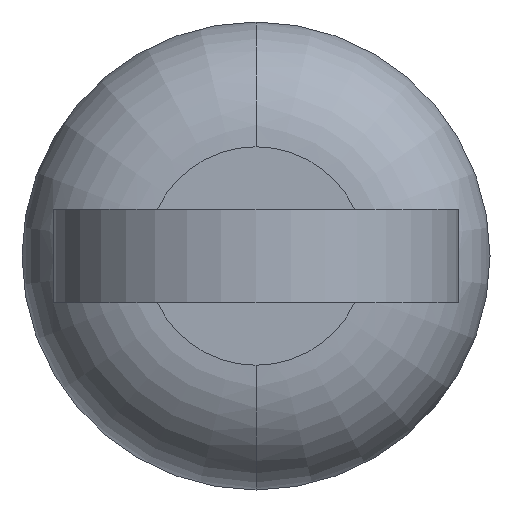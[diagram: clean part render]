
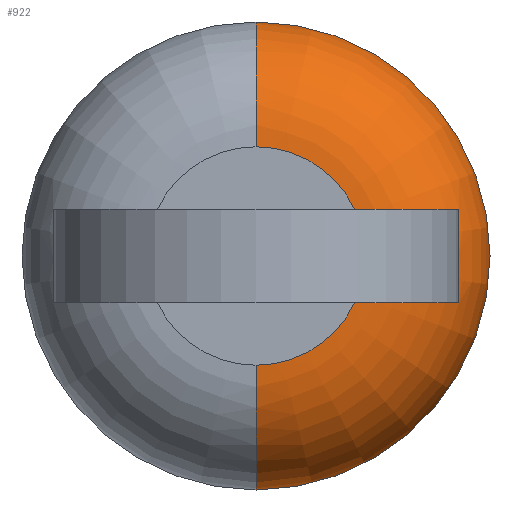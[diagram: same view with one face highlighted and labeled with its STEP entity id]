
A CAD part, front view. The second image highlights one B-rep face of the part: STEP entity #922.
In plain terms, the highlighted toroidal (fillet/blend) face has major radius 3.5 mm and minor radius 4 mm.
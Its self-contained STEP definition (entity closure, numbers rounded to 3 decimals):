
#51 = CARTESIAN_POINT ( 'NONE',  ( 6.5, 14.062, -1.5 ) ) ;
#52 = CARTESIAN_POINT ( 'NONE',  ( 6.301, 13.81, -1.5 ) ) ;
#53 = CARTESIAN_POINT ( 'NONE',  ( 6.072, 13.582, -1.5 ) ) ;
#54 = CARTESIAN_POINT ( 'NONE',  ( 5.57, 13.19, -1.5 ) ) ;
#55 = CARTESIAN_POINT ( 'NONE',  ( 5.3, 13.027, -1.5 ) ) ;
#56 = CARTESIAN_POINT ( 'NONE',  ( 4.868, 12.828, -1.5 ) ) ;
#57 = CARTESIAN_POINT ( 'NONE',  ( 4.718, 12.769, -1.5 ) ) ;
#58 = CARTESIAN_POINT ( 'NONE',  ( 4.415, 12.67, -1.5 ) ) ;
#67 = CARTESIAN_POINT ( 'NONE',  ( 4.262, 12.629, -1.5 ) ) ;
#69 = CARTESIAN_POINT ( 'NONE',  ( 3.798, 12.531, -1.5 ) ) ;
#71 = CARTESIAN_POINT ( 'NONE',  ( 3.483, 12.5, -1.5 ) ) ;
#74 = CARTESIAN_POINT ( 'NONE',  ( 3.162, 12.5, -1.5 ) ) ;
#100 = CARTESIAN_POINT ( 'NONE',  ( 6.5, 14.062, 1.5 ) ) ;
#109 = CARTESIAN_POINT ( 'NONE',  ( 6.5, 13.99, 1.255 ) ) ;
#113 = CARTESIAN_POINT ( 'NONE',  ( 6.5, 13.938, 1.006 ) ) ;
#115 = CARTESIAN_POINT ( 'NONE',  ( 6.5, 13.87, 0.501 ) ) ;
#119 = CARTESIAN_POINT ( 'NONE',  ( 6.5, 13.854, 0.246 ) ) ;
#122 = CARTESIAN_POINT ( 'NONE',  ( 6.5, 13.855, -0.51 ) ) ;
#125 = CARTESIAN_POINT ( 'NONE',  ( 6.5, 13.918, -1.009 ) ) ;
#126 = CARTESIAN_POINT ( 'NONE',  ( 6.5, 14.062, -1.5 ) ) ;
#130 = CARTESIAN_POINT ( 'NONE',  ( 3.162, 12.5, 1.5 ) ) ;
#131 = CARTESIAN_POINT ( 'NONE',  ( 3.482, 12.5, 1.5 ) ) ;
#133 = CARTESIAN_POINT ( 'NONE',  ( 3.799, 12.531, 1.5 ) ) ;
#135 = CARTESIAN_POINT ( 'NONE',  ( 4.424, 12.663, 1.5 ) ) ;
#137 = CARTESIAN_POINT ( 'NONE',  ( 4.727, 12.763, 1.5 ) ) ;
#139 = CARTESIAN_POINT ( 'NONE',  ( 5.302, 13.028, 1.5 ) ) ;
#142 = CARTESIAN_POINT ( 'NONE',  ( 5.578, 13.196, 1.5 ) ) ;
#143 = CARTESIAN_POINT ( 'NONE',  ( 6.077, 13.587, 1.5 ) ) ;
#145 = CARTESIAN_POINT ( 'NONE',  ( 6.301, 13.81, 1.5 ) ) ;
#146 = CARTESIAN_POINT ( 'NONE',  ( 6.5, 14.062, 1.5 ) ) ;
#149 = DIRECTION ( 'NONE',  ( 0., 0., 1. ) ) ;
#153 = DIRECTION ( 'NONE',  ( 0., -1., 0. ) ) ;
#154 = CARTESIAN_POINT ( 'NONE',  ( 0., 12.5, 0. ) ) ;
#158 = DIRECTION ( 'NONE',  ( 0., 0., 1. ) ) ;
#165 = DIRECTION ( 'NONE',  ( -1., 0., 0. ) ) ;
#166 = CARTESIAN_POINT ( 'NONE',  ( 0., 16.5, 3.5 ) ) ;
#177 = DIRECTION ( 'NONE',  ( 0., 0., 1. ) ) ;
#179 = DIRECTION ( 'NONE',  ( 0., 1., 0. ) ) ;
#182 = CARTESIAN_POINT ( 'NONE',  ( 0., 16.5, 0. ) ) ;
#184 = DIRECTION ( 'NONE',  ( 0., 0., 1. ) ) ;
#185 = DIRECTION ( 'NONE',  ( 0., -1., 0. ) ) ;
#186 = CARTESIAN_POINT ( 'NONE',  ( 0., 12.5, 0. ) ) ;
#200 = DIRECTION ( 'NONE',  ( 0., 0., -1. ) ) ;
#201 = DIRECTION ( 'NONE',  ( 1., 0., 0. ) ) ;
#202 = CARTESIAN_POINT ( 'NONE',  ( 0., 16.5, -3.5 ) ) ;
#274 = TOROIDAL_SURFACE ( 'NONE', #275, 3.5, 4. ) ;
#275 = AXIS2_PLACEMENT_3D ( 'NONE', #780, #778, #777 ) ;
#408 = AXIS2_PLACEMENT_3D ( 'NONE', #154, #153, #149 ) ;
#409 = CIRCLE ( 'NONE', #408, 3.5 ) ;
#410 = AXIS2_PLACEMENT_3D ( 'NONE', #166, #165, #158 ) ;
#411 = CIRCLE ( 'NONE', #410, 4. ) ;
#414 = AXIS2_PLACEMENT_3D ( 'NONE', #182, #179, #177 ) ;
#415 = CIRCLE ( 'NONE', #414, 7.5 ) ;
#416 = AXIS2_PLACEMENT_3D ( 'NONE', #186, #185, #184 ) ;
#422 = AXIS2_PLACEMENT_3D ( 'NONE', #202, #201, #200 ) ;
#427 = CIRCLE ( 'NONE', #422, 4. ) ;
#432 = CIRCLE ( 'NONE', #416, 3.5 ) ;
#444 = B_SPLINE_CURVE_WITH_KNOTS ( 'NONE', 3,
 ( #146, #145, #143, #142, #139, #137, #135, #133, #131, #130 ),
 .UNSPECIFIED., .F., .F.,
 ( 4, 2, 2, 2, 4 ),
 ( 0., 0.001, 0.002, 0.003, 0.004 ),
 .UNSPECIFIED. ) ;
#445 = B_SPLINE_CURVE_WITH_KNOTS ( 'NONE', 3,
 ( #126, #125, #122, #119, #115, #113, #109, #100 ),
 .UNSPECIFIED., .F., .F.,
 ( 4, 2, 2, 4 ),
 ( 0., 0.002, 0.002, 0.003 ),
 .UNSPECIFIED. ) ;
#446 = B_SPLINE_CURVE_WITH_KNOTS ( 'NONE', 3,
 ( #74, #71, #69, #67, #58, #57, #56, #55, #54, #53, #52, #51 ),
 .UNSPECIFIED., .F., .F.,
 ( 4, 2, 2, 2, 2, 4 ),
 ( 0., 0.001, 0.001, 0.002, 0.003, 0.004 ),
 .UNSPECIFIED. ) ;
#467 = CARTESIAN_POINT ( 'NONE',  ( 0., 16.5, -7.5 ) ) ;
#468 = CARTESIAN_POINT ( 'NONE',  ( 0., 12.5, 3.5 ) ) ;
#469 = CARTESIAN_POINT ( 'NONE',  ( 6.5, 14.062, 1.5 ) ) ;
#472 = CARTESIAN_POINT ( 'NONE',  ( 0., 16.5, 7.5 ) ) ;
#481 = CARTESIAN_POINT ( 'NONE',  ( 3.162, 12.5, 1.5 ) ) ;
#492 = CARTESIAN_POINT ( 'NONE',  ( 0., 12.5, -3.5 ) ) ;
#496 = CARTESIAN_POINT ( 'NONE',  ( 6.5, 14.062, -1.5 ) ) ;
#503 = CARTESIAN_POINT ( 'NONE',  ( 3.162, 12.5, -1.5 ) ) ;
#510 = VERTEX_POINT ( 'NONE', #503 ) ;
#523 = VERTEX_POINT ( 'NONE', #492 ) ;
#531 = VERTEX_POINT ( 'NONE', #472 ) ;
#541 = VERTEX_POINT ( 'NONE', #496 ) ;
#548 = VERTEX_POINT ( 'NONE', #469 ) ;
#579 = VERTEX_POINT ( 'NONE', #467 ) ;
#581 = VERTEX_POINT ( 'NONE', #468 ) ;
#583 = VERTEX_POINT ( 'NONE', #481 ) ;
#589 = EDGE_LOOP ( 'NONE', ( #1036, #1038, #1037, #1040, #1044, #1050, #1052, #1053 ) ) ;
#777 = DIRECTION ( 'NONE',  ( 0., 0., 1. ) ) ;
#778 = DIRECTION ( 'NONE',  ( 0., 1., 0. ) ) ;
#780 = CARTESIAN_POINT ( 'NONE',  ( 0., 16.5, 0. ) ) ;
#839 = EDGE_CURVE ( 'NONE', #523, #579, #427, .T. ) ;
#841 = EDGE_CURVE ( 'NONE', #523, #510, #432, .T. ) ;
#842 = EDGE_CURVE ( 'NONE', #531, #579, #415, .T. ) ;
#844 = EDGE_CURVE ( 'NONE', #581, #531, #411, .T. ) ;
#845 = EDGE_CURVE ( 'NONE', #583, #581, #409, .T. ) ;
#846 = EDGE_CURVE ( 'NONE', #548, #583, #444, .T. ) ;
#848 = EDGE_CURVE ( 'NONE', #541, #548, #445, .T. ) ;
#849 = EDGE_CURVE ( 'NONE', #510, #541, #446, .T. ) ;
#922 = ADVANCED_FACE ( 'NONE', ( #1161 ), #274, .T. ) ;
#1036 = ORIENTED_EDGE ( 'NONE', *, *, #841, .F. ) ;
#1037 = ORIENTED_EDGE ( 'NONE', *, *, #842, .F. ) ;
#1038 = ORIENTED_EDGE ( 'NONE', *, *, #839, .T. ) ;
#1040 = ORIENTED_EDGE ( 'NONE', *, *, #844, .F. ) ;
#1044 = ORIENTED_EDGE ( 'NONE', *, *, #845, .F. ) ;
#1050 = ORIENTED_EDGE ( 'NONE', *, *, #846, .F. ) ;
#1052 = ORIENTED_EDGE ( 'NONE', *, *, #848, .F. ) ;
#1053 = ORIENTED_EDGE ( 'NONE', *, *, #849, .F. ) ;
#1161 = FACE_OUTER_BOUND ( 'NONE', #589, .T. ) ;
